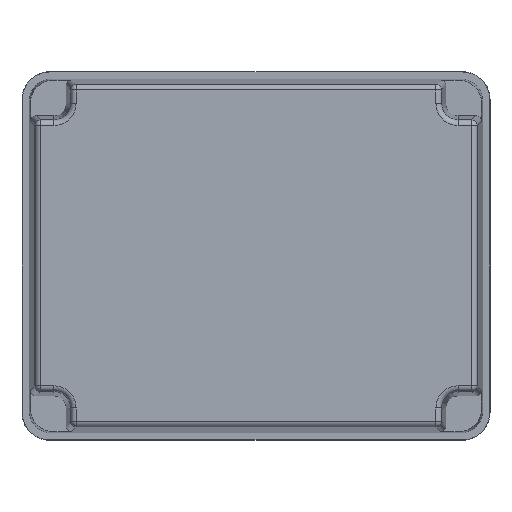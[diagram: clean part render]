
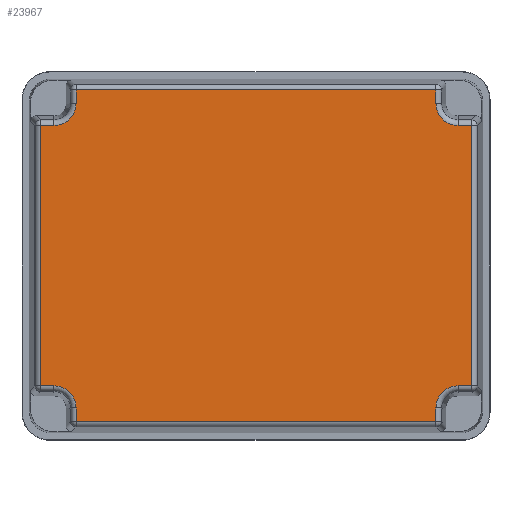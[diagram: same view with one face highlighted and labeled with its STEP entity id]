
A CAD part, top view. The second image highlights one B-rep face of the part: STEP entity #23967.
In plain terms, the highlighted planar face has unit normal (0, 0, 1).
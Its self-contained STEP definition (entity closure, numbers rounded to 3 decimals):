
#20593=DIRECTION('',(1.,0.,0.));
#20594=VECTOR('',#20593,195.317);
#20595=CARTESIAN_POINT('',(-97.658,-89.96,95.5));
#20596=LINE('',#20595,#20594);
#20597=DIRECTION('',(0.,-1.,0.));
#20598=VECTOR('',#20597,7.308);
#20599=CARTESIAN_POINT('',(-97.658,-82.652,95.5));
#20600=LINE('',#20599,#20598);
#20601=CARTESIAN_POINT('',(-109.652,-82.652,95.5));
#20602=DIRECTION('',(0.,0.,-1.));
#20603=DIRECTION('',(0.,1.,0.));
#20604=AXIS2_PLACEMENT_3D('',#20601,#20602,#20603);
#20606=DIRECTION('',(1.,0.,0.));
#20607=VECTOR('',#20606,7.308);
#20608=CARTESIAN_POINT('',(-116.96,-70.658,95.5));
#20609=LINE('',#20608,#20607);
#20610=DIRECTION('',(0.,-1.,0.));
#20611=VECTOR('',#20610,141.317);
#20612=CARTESIAN_POINT('',(-116.96,70.658,95.5));
#20613=LINE('',#20612,#20611);
#20614=DIRECTION('',(-1.,0.,0.));
#20615=VECTOR('',#20614,7.308);
#20616=CARTESIAN_POINT('',(-109.652,70.658,95.5));
#20617=LINE('',#20616,#20615);
#20618=CARTESIAN_POINT('',(-109.652,82.652,95.5));
#20619=DIRECTION('',(0.,0.,-1.));
#20620=DIRECTION('',(1.,0.,0.));
#20621=AXIS2_PLACEMENT_3D('',#20618,#20619,#20620);
#20623=DIRECTION('',(0.,-1.,0.));
#20624=VECTOR('',#20623,7.308);
#20625=CARTESIAN_POINT('',(-97.658,89.96,95.5));
#20626=LINE('',#20625,#20624);
#20627=DIRECTION('',(1.,0.,0.));
#20628=VECTOR('',#20627,195.317);
#20629=CARTESIAN_POINT('',(-97.658,89.96,95.5));
#20630=LINE('',#20629,#20628);
#20631=DIRECTION('',(0.,1.,0.));
#20632=VECTOR('',#20631,7.308);
#20633=CARTESIAN_POINT('',(97.658,82.652,95.5));
#20634=LINE('',#20633,#20632);
#20635=CARTESIAN_POINT('',(109.652,82.652,95.5));
#20636=DIRECTION('',(0.,0.,-1.));
#20637=DIRECTION('',(0.,-1.,0.));
#20638=AXIS2_PLACEMENT_3D('',#20635,#20636,#20637);
#20640=DIRECTION('',(-1.,0.,0.));
#20641=VECTOR('',#20640,7.308);
#20642=CARTESIAN_POINT('',(116.96,70.658,95.5));
#20643=LINE('',#20642,#20641);
#20644=DIRECTION('',(0.,-1.,0.));
#20645=VECTOR('',#20644,141.317);
#20646=CARTESIAN_POINT('',(116.96,70.658,95.5));
#20647=LINE('',#20646,#20645);
#20648=DIRECTION('',(1.,0.,0.));
#20649=VECTOR('',#20648,7.308);
#20650=CARTESIAN_POINT('',(109.652,-70.658,95.5));
#20651=LINE('',#20650,#20649);
#20652=CARTESIAN_POINT('',(109.652,-82.652,95.5));
#20653=DIRECTION('',(0.,0.,-1.));
#20654=DIRECTION('',(-1.,0.,0.));
#20655=AXIS2_PLACEMENT_3D('',#20652,#20653,#20654);
#20657=DIRECTION('',(0.,1.,0.));
#20658=VECTOR('',#20657,7.308);
#20659=CARTESIAN_POINT('',(97.658,-89.96,95.5));
#20660=LINE('',#20659,#20658);
#23465=CARTESIAN_POINT('',(-97.658,-89.96,95.5));
#23466=CARTESIAN_POINT('',(97.658,-89.96,95.5));
#23467=VERTEX_POINT('',#23465);
#23468=VERTEX_POINT('',#23466);
#23475=CARTESIAN_POINT('',(97.658,-82.652,95.5));
#23476=VERTEX_POINT('',#23475);
#23479=CARTESIAN_POINT('',(109.652,-70.658,95.5));
#23480=VERTEX_POINT('',#23479);
#23483=CARTESIAN_POINT('',(116.96,-70.658,95.5));
#23484=VERTEX_POINT('',#23483);
#23485=CARTESIAN_POINT('',(116.96,70.658,95.5));
#23486=VERTEX_POINT('',#23485);
#23497=CARTESIAN_POINT('',(97.658,82.652,95.5));
#23498=CARTESIAN_POINT('',(97.658,89.96,95.5));
#23499=VERTEX_POINT('',#23497);
#23500=VERTEX_POINT('',#23498);
#23501=CARTESIAN_POINT('',(109.652,70.658,95.5));
#23502=VERTEX_POINT('',#23501);
#23505=CARTESIAN_POINT('',(-97.658,89.96,95.5));
#23506=VERTEX_POINT('',#23505);
#23517=CARTESIAN_POINT('',(-109.652,70.658,95.5));
#23518=CARTESIAN_POINT('',(-116.96,70.658,95.5));
#23519=VERTEX_POINT('',#23517);
#23520=VERTEX_POINT('',#23518);
#23521=CARTESIAN_POINT('',(-97.658,82.652,95.5));
#23522=VERTEX_POINT('',#23521);
#23527=CARTESIAN_POINT('',(-116.96,-70.658,95.5));
#23528=VERTEX_POINT('',#23527);
#23539=CARTESIAN_POINT('',(-97.658,-82.652,95.5));
#23540=VERTEX_POINT('',#23539);
#23541=CARTESIAN_POINT('',(-109.652,-70.658,95.5));
#23542=VERTEX_POINT('',#23541);
#23931=CARTESIAN_POINT('',(0.,0.,95.5));
#23932=DIRECTION('',(0.,0.,1.));
#23933=DIRECTION('',(-1.,0.,0.));
#23934=AXIS2_PLACEMENT_3D('',#23931,#23932,#23933);
#23935=PLANE('',#23934);
#23936=ORIENTED_EDGE('',*,*,#23853,.F.);
#23937=ORIENTED_EDGE('',*,*,#23910,.F.);
#23938=ORIENTED_EDGE('',*,*,#23921,.F.);
#23940=ORIENTED_EDGE('',*,*,#23939,.F.);
#23942=ORIENTED_EDGE('',*,*,#23941,.F.);
#23944=ORIENTED_EDGE('',*,*,#23943,.F.);
#23946=ORIENTED_EDGE('',*,*,#23945,.F.);
#23948=ORIENTED_EDGE('',*,*,#23947,.F.);
#23950=ORIENTED_EDGE('',*,*,#23949,.T.);
#23952=ORIENTED_EDGE('',*,*,#23951,.F.);
#23954=ORIENTED_EDGE('',*,*,#23953,.F.);
#23956=ORIENTED_EDGE('',*,*,#23955,.F.);
#23958=ORIENTED_EDGE('',*,*,#23957,.T.);
#23960=ORIENTED_EDGE('',*,*,#23959,.F.);
#23962=ORIENTED_EDGE('',*,*,#23961,.F.);
#23964=ORIENTED_EDGE('',*,*,#23963,.F.);
#23965=EDGE_LOOP('',(#23936,#23937,#23938,#23940,#23942,#23944,#23946,#23948,
#23950,#23952,#23954,#23956,#23958,#23960,#23962,#23964));
#23966=FACE_OUTER_BOUND('',#23965,.F.);
#23967=ADVANCED_FACE('',(#23966),#23935,.T.);
#20605=CIRCLE('',#20604,11.994);
#20622=CIRCLE('',#20621,11.994);
#20639=CIRCLE('',#20638,11.994);
#20656=CIRCLE('',#20655,11.994);
#23853=EDGE_CURVE('',#23467,#23468,#20596,.T.);
#23910=EDGE_CURVE('',#23540,#23467,#20600,.T.);
#23921=EDGE_CURVE('',#23542,#23540,#20605,.T.);
#23939=EDGE_CURVE('',#23528,#23542,#20609,.T.);
#23941=EDGE_CURVE('',#23520,#23528,#20613,.T.);
#23943=EDGE_CURVE('',#23519,#23520,#20617,.T.);
#23945=EDGE_CURVE('',#23522,#23519,#20622,.T.);
#23947=EDGE_CURVE('',#23506,#23522,#20626,.T.);
#23949=EDGE_CURVE('',#23506,#23500,#20630,.T.);
#23951=EDGE_CURVE('',#23499,#23500,#20634,.T.);
#23953=EDGE_CURVE('',#23502,#23499,#20639,.T.);
#23955=EDGE_CURVE('',#23486,#23502,#20643,.T.);
#23957=EDGE_CURVE('',#23486,#23484,#20647,.T.);
#23959=EDGE_CURVE('',#23480,#23484,#20651,.T.);
#23961=EDGE_CURVE('',#23476,#23480,#20656,.T.);
#23963=EDGE_CURVE('',#23468,#23476,#20660,.T.);
